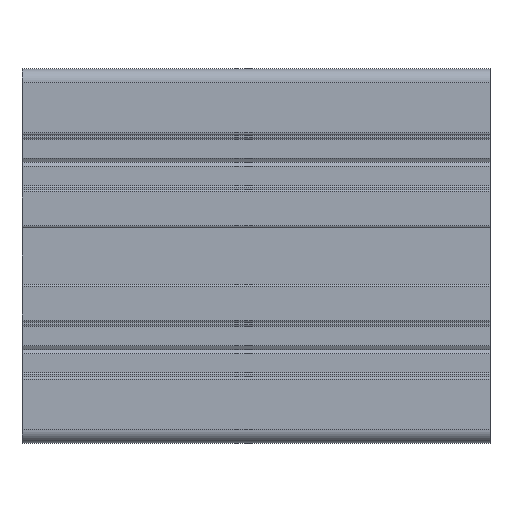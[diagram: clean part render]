
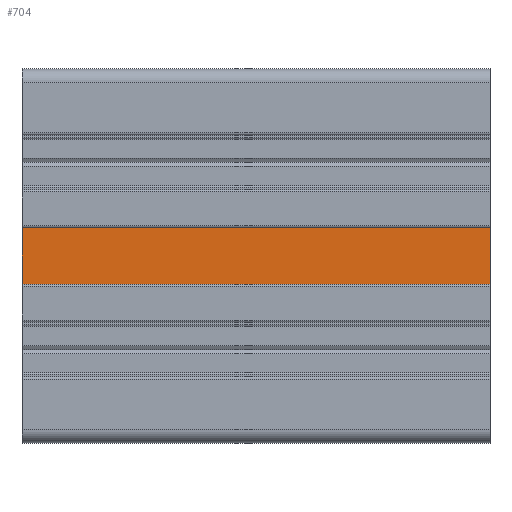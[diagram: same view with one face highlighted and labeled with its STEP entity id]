
A CAD part, left-side view. The second image highlights one B-rep face of the part: STEP entity #704.
In plain terms, the highlighted planar face has unit normal (-1, 0, 0).
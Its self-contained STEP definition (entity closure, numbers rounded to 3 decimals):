
#704 = ADVANCED_FACE( '', ( #1700 ), #1701, .F. );
#1700 = FACE_OUTER_BOUND( '', #3003, .T. );
#1701 = PLANE( '', #3004 );
#3003 = EDGE_LOOP( '', ( #4935, #4936, #4937, #4938 ) );
#3004 = AXIS2_PLACEMENT_3D( '', #4939, #4940, #4941 );
#4935 = ORIENTED_EDGE( '', *, *, #8770, .T. );
#4936 = ORIENTED_EDGE( '', *, *, #8771, .F. );
#4937 = ORIENTED_EDGE( '', *, *, #8772, .F. );
#4938 = ORIENTED_EDGE( '', *, *, #8252, .T. );
#4939 = CARTESIAN_POINT( '', ( -39., 100., -6. ) );
#4940 = DIRECTION( '', ( 1., 0., 0. ) );
#4941 = DIRECTION( '', ( 0., 0., -1. ) );
#8252 = EDGE_CURVE( '', #10018, #10016, #10019, .T. );
#8770 = EDGE_CURVE( '', #10016, #10912, #10913, .T. );
#8771 = EDGE_CURVE( '', #10914, #10912, #10915, .T. );
#8772 = EDGE_CURVE( '', #10018, #10914, #10916, .T. );
#10016 = VERTEX_POINT( '', #12617 );
#10018 = VERTEX_POINT( '', #12620 );
#10019 = LINE( '', #12621, #12622 );
#10912 = VERTEX_POINT( '', #13844 );
#10913 = LINE( '', #13845, #13846 );
#10914 = VERTEX_POINT( '', #13847 );
#10915 = LINE( '', #13848, #13849 );
#10916 = LINE( '', #13850, #13851 );
#12617 = CARTESIAN_POINT( '', ( -39., 0., -6. ) );
#12620 = CARTESIAN_POINT( '', ( -39., 100., -6. ) );
#12621 = CARTESIAN_POINT( '', ( -39., 100., -6. ) );
#12622 = VECTOR( '', #16040, 1000. );
#13844 = CARTESIAN_POINT( '', ( -39., 0., 6. ) );
#13845 = CARTESIAN_POINT( '', ( -39., 0., -6. ) );
#13846 = VECTOR( '', #16604, 1000. );
#13847 = CARTESIAN_POINT( '', ( -39., 100., 6. ) );
#13848 = CARTESIAN_POINT( '', ( -39., 100., 6. ) );
#13849 = VECTOR( '', #16605, 1000. );
#13850 = CARTESIAN_POINT( '', ( -39., 100., -6. ) );
#13851 = VECTOR( '', #16606, 1000. );
#16040 = DIRECTION( '', ( 0., -1., 0. ) );
#16604 = DIRECTION( '', ( 0., 0., 1. ) );
#16605 = DIRECTION( '', ( 0., -1., 0. ) );
#16606 = DIRECTION( '', ( 0., 0., 1. ) );
